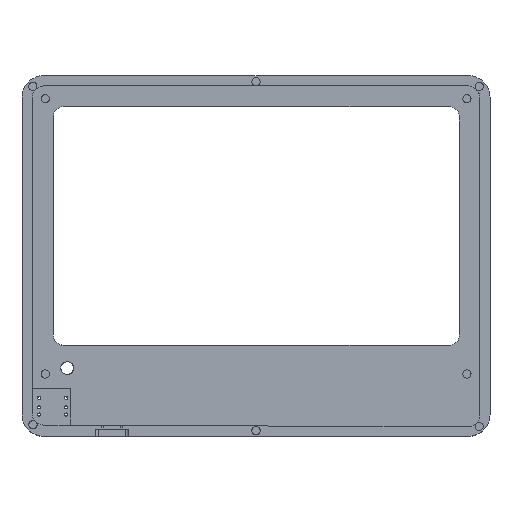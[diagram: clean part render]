
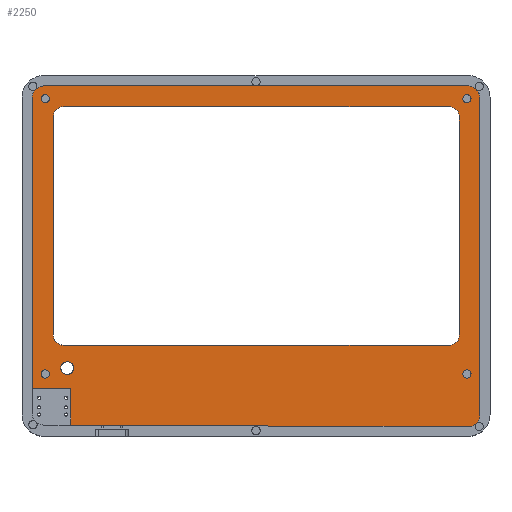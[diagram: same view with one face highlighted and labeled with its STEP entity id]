
A CAD part, top view. The second image highlights one B-rep face of the part: STEP entity #2250.
In plain terms, the highlighted planar face has unit normal (0, 0, 1).
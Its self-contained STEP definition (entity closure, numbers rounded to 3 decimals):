
#44=FACE_BOUND('',#346,.T.);
#45=FACE_BOUND('',#347,.T.);
#46=FACE_BOUND('',#348,.T.);
#47=FACE_BOUND('',#349,.T.);
#48=FACE_BOUND('',#350,.T.);
#49=FACE_BOUND('',#351,.T.);
#106=PLANE('',#2487);
#218=FACE_OUTER_BOUND('',#345,.T.);
#345=EDGE_LOOP('',(#1914,#1915,#1916,#1917,#1918,#1919,#1920,#1921,#1922));
#346=EDGE_LOOP('',(#1923));
#347=EDGE_LOOP('',(#1924));
#348=EDGE_LOOP('',(#1925));
#349=EDGE_LOOP('',(#1926));
#350=EDGE_LOOP('',(#1927,#1928,#1929,#1930,#1931,#1932,#1933,#1934));
#351=EDGE_LOOP('',(#1935));
#433=CIRCLE('',#2354,4.);
#435=CIRCLE('',#2358,4.);
#437=CIRCLE('',#2364,2.5);
#438=CIRCLE('',#2366,4.497);
#439=CIRCLE('',#2369,4.512);
#440=CIRCLE('',#2372,4.474);
#442=CIRCLE('',#2375,4.);
#444=CIRCLE('',#2379,4.);
#475=CIRCLE('',#2435,1.6);
#477=CIRCLE('',#2439,1.6);
#479=CIRCLE('',#2443,1.6);
#481=CIRCLE('',#2447,1.6);
#555=LINE('',#3390,#751);
#559=LINE('',#3402,#755);
#563=LINE('',#3409,#759);
#567=LINE('',#3476,#763);
#570=LINE('',#3484,#766);
#575=LINE('',#3510,#771);
#661=LINE('',#3885,#857);
#662=LINE('',#3886,#858);
#663=LINE('',#3888,#859);
#664=LINE('',#3889,#860);
#751=VECTOR('',#2703,10.);
#755=VECTOR('',#2715,10.);
#759=VECTOR('',#2721,10.);
#763=VECTOR('',#2739,10.);
#766=VECTOR('',#2748,10.);
#771=VECTOR('',#2765,10.);
#857=VECTOR('',#3073,10.);
#858=VECTOR('',#3074,10.);
#859=VECTOR('',#3075,10.);
#860=VECTOR('',#3076,10.);
#961=VERTEX_POINT('',#3381);
#962=VERTEX_POINT('',#3383);
#964=VERTEX_POINT('',#3389);
#966=VERTEX_POINT('',#3395);
#968=VERTEX_POINT('',#3401);
#970=VERTEX_POINT('',#3407);
#975=VERTEX_POINT('',#3423);
#978=VERTEX_POINT('',#3469);
#979=VERTEX_POINT('',#3471);
#980=VERTEX_POINT('',#3475);
#981=VERTEX_POINT('',#3479);
#982=VERTEX_POINT('',#3483);
#983=VERTEX_POINT('',#3487);
#986=VERTEX_POINT('',#3498);
#989=VERTEX_POINT('',#3509);
#1037=VERTEX_POINT('',#3748);
#1039=VERTEX_POINT('',#3755);
#1041=VERTEX_POINT('',#3762);
#1043=VERTEX_POINT('',#3769);
#1074=VERTEX_POINT('',#3883);
#1075=VERTEX_POINT('',#3884);
#1076=VERTEX_POINT('',#3887);
#1191=EDGE_CURVE('',#961,#962,#433,.T.);
#1194=EDGE_CURVE('',#962,#964,#555,.T.);
#1197=EDGE_CURVE('',#964,#966,#435,.T.);
#1200=EDGE_CURVE('',#966,#968,#559,.T.);
#1204=EDGE_CURVE('',#970,#961,#563,.T.);
#1209=EDGE_CURVE('',#975,#975,#437,.T.);
#1214=EDGE_CURVE('',#979,#978,#438,.T.);
#1216=EDGE_CURVE('',#980,#979,#567,.T.);
#1218=EDGE_CURVE('',#981,#980,#439,.T.);
#1220=EDGE_CURVE('',#982,#981,#570,.T.);
#1222=EDGE_CURVE('',#983,#982,#440,.T.);
#1226=EDGE_CURVE('',#968,#986,#442,.T.);
#1230=EDGE_CURVE('',#986,#989,#575,.T.);
#1233=EDGE_CURVE('',#989,#970,#444,.T.);
#1309=EDGE_CURVE('',#1037,#1037,#475,.T.);
#1312=EDGE_CURVE('',#1039,#1039,#477,.T.);
#1315=EDGE_CURVE('',#1041,#1041,#479,.T.);
#1318=EDGE_CURVE('',#1043,#1043,#481,.T.);
#1375=EDGE_CURVE('',#1074,#1075,#661,.T.);
#1376=EDGE_CURVE('',#1075,#983,#662,.T.);
#1377=EDGE_CURVE('',#978,#1076,#663,.T.);
#1378=EDGE_CURVE('',#1076,#1074,#664,.T.);
#1914=ORIENTED_EDGE('',*,*,#1375,.T.);
#1915=ORIENTED_EDGE('',*,*,#1376,.T.);
#1916=ORIENTED_EDGE('',*,*,#1222,.T.);
#1917=ORIENTED_EDGE('',*,*,#1220,.T.);
#1918=ORIENTED_EDGE('',*,*,#1218,.T.);
#1919=ORIENTED_EDGE('',*,*,#1216,.T.);
#1920=ORIENTED_EDGE('',*,*,#1214,.T.);
#1921=ORIENTED_EDGE('',*,*,#1377,.T.);
#1922=ORIENTED_EDGE('',*,*,#1378,.T.);
#1923=ORIENTED_EDGE('',*,*,#1318,.T.);
#1924=ORIENTED_EDGE('',*,*,#1315,.T.);
#1925=ORIENTED_EDGE('',*,*,#1312,.T.);
#1926=ORIENTED_EDGE('',*,*,#1309,.T.);
#1927=ORIENTED_EDGE('',*,*,#1191,.F.);
#1928=ORIENTED_EDGE('',*,*,#1204,.F.);
#1929=ORIENTED_EDGE('',*,*,#1233,.F.);
#1930=ORIENTED_EDGE('',*,*,#1230,.F.);
#1931=ORIENTED_EDGE('',*,*,#1226,.F.);
#1932=ORIENTED_EDGE('',*,*,#1200,.F.);
#1933=ORIENTED_EDGE('',*,*,#1197,.F.);
#1934=ORIENTED_EDGE('',*,*,#1194,.F.);
#1935=ORIENTED_EDGE('',*,*,#1209,.F.);
#2250=ADVANCED_FACE('',(#218,#44,#45,#46,#47,#48,#49),#106,.F.);
#2354=AXIS2_PLACEMENT_3D('',#3384,#2697,#2698);
#2358=AXIS2_PLACEMENT_3D('',#3396,#2709,#2710);
#2364=AXIS2_PLACEMENT_3D('',#3425,#2729,#2730);
#2366=AXIS2_PLACEMENT_3D('',#3472,#2734,#2735);
#2369=AXIS2_PLACEMENT_3D('',#3480,#2743,#2744);
#2372=AXIS2_PLACEMENT_3D('',#3488,#2752,#2753);
#2375=AXIS2_PLACEMENT_3D('',#3499,#2759,#2760);
#2379=AXIS2_PLACEMENT_3D('',#3514,#2771,#2772);
#2435=AXIS2_PLACEMENT_3D('',#3749,#2922,#2923);
#2439=AXIS2_PLACEMENT_3D('',#3756,#2931,#2932);
#2443=AXIS2_PLACEMENT_3D('',#3763,#2940,#2941);
#2447=AXIS2_PLACEMENT_3D('',#3770,#2949,#2950);
#2487=AXIS2_PLACEMENT_3D('',#3882,#3071,#3072);
#2697=DIRECTION('center_axis',(0.,0.,1.));
#2698=DIRECTION('ref_axis',(0.,1.,0.));
#2703=DIRECTION('',(-1.,0.,0.));
#2709=DIRECTION('center_axis',(0.,0.,1.));
#2710=DIRECTION('ref_axis',(-1.,0.,0.));
#2715=DIRECTION('',(0.,-1.,0.));
#2721=DIRECTION('',(0.,1.,0.));
#2729=DIRECTION('center_axis',(0.,0.,1.));
#2730=DIRECTION('ref_axis',(1.,0.,0.));
#2734=DIRECTION('center_axis',(0.,0.,1.));
#2735=DIRECTION('ref_axis',(-1.,0.005,0.));
#2739=DIRECTION('',(-1.,0.,0.));
#2743=DIRECTION('center_axis',(0.,0.,1.));
#2744=DIRECTION('ref_axis',(0.008,1.,0.));
#2748=DIRECTION('',(0.,1.,0.));
#2752=DIRECTION('center_axis',(0.,0.,1.));
#2753=DIRECTION('ref_axis',(1.,-0.001,0.));
#2759=DIRECTION('center_axis',(0.,0.,1.));
#2760=DIRECTION('ref_axis',(0.,-1.,0.));
#2765=DIRECTION('',(1.,0.,0.));
#2771=DIRECTION('center_axis',(0.,0.,1.));
#2772=DIRECTION('ref_axis',(1.,0.,0.));
#2922=DIRECTION('center_axis',(0.,0.,-1.));
#2923=DIRECTION('ref_axis',(1.,0.,0.));
#2931=DIRECTION('center_axis',(0.,0.,-1.));
#2932=DIRECTION('ref_axis',(1.,0.,0.));
#2940=DIRECTION('center_axis',(0.,0.,-1.));
#2941=DIRECTION('ref_axis',(1.,0.,0.));
#2949=DIRECTION('center_axis',(0.,0.,-1.));
#2950=DIRECTION('ref_axis',(1.,0.,0.));
#3071=DIRECTION('center_axis',(0.,0.,-1.));
#3072=DIRECTION('ref_axis',(1.,0.,0.));
#3073=DIRECTION('',(0.,-1.,0.));
#3074=DIRECTION('',(1.,-0.004,0.));
#3075=DIRECTION('',(0.,-1.,0.));
#3076=DIRECTION('',(1.,0.,0.));
#3381=CARTESIAN_POINT('',(40.513,131.5,0.));
#3383=CARTESIAN_POINT('',(36.513,135.5,0.));
#3384=CARTESIAN_POINT('Origin',(36.513,131.5,0.));
#3389=CARTESIAN_POINT('',(-113.487,135.5,0.));
#3390=CARTESIAN_POINT('',(36.513,135.5,0.));
#3395=CARTESIAN_POINT('',(-117.487,131.5,0.));
#3396=CARTESIAN_POINT('Origin',(-113.487,131.5,0.));
#3401=CARTESIAN_POINT('',(-117.487,46.75,0.));
#3402=CARTESIAN_POINT('',(-117.487,131.5,0.));
#3407=CARTESIAN_POINT('',(40.513,46.75,0.));
#3409=CARTESIAN_POINT('',(40.513,131.5,0.));
#3423=CARTESIAN_POINT('',(-114.535,33.85,0.));
#3425=CARTESIAN_POINT('Origin',(-112.035,33.85,0.));
#3469=CARTESIAN_POINT('',(-125.615,139.076,0.));
#3471=CARTESIAN_POINT('',(-121.141,143.55,0.));
#3472=CARTESIAN_POINT('Origin',(-121.118,139.053,0.));
#3475=CARTESIAN_POINT('',(43.911,143.55,0.));
#3476=CARTESIAN_POINT('',(-79.878,143.55,0.));
#3479=CARTESIAN_POINT('',(48.385,139.076,0.));
#3480=CARTESIAN_POINT('Origin',(43.873,139.038,0.));
#3483=CARTESIAN_POINT('',(48.385,15.445,0.));
#3484=CARTESIAN_POINT('',(48.385,108.254,0.));
#3487=CARTESIAN_POINT('',(43.911,10.977,0.));
#3488=CARTESIAN_POINT('Origin',(43.911,15.451,0.));
#3498=CARTESIAN_POINT('',(-113.487,42.75,0.));
#3499=CARTESIAN_POINT('Origin',(-113.487,46.75,0.));
#3509=CARTESIAN_POINT('',(36.513,42.75,0.));
#3510=CARTESIAN_POINT('',(36.513,42.75,0.));
#3514=CARTESIAN_POINT('Origin',(36.513,46.75,0.));
#3748=CARTESIAN_POINT('',(41.814,31.553,0.));
#3749=CARTESIAN_POINT('Origin',(43.414,31.553,0.));
#3755=CARTESIAN_POINT('',(-122.186,31.553,0.));
#3756=CARTESIAN_POINT('Origin',(-120.586,31.553,0.));
#3762=CARTESIAN_POINT('',(41.814,138.553,0.));
#3763=CARTESIAN_POINT('Origin',(43.414,138.553,0.));
#3769=CARTESIAN_POINT('',(-122.186,138.553,0.));
#3770=CARTESIAN_POINT('Origin',(-120.586,138.553,0.));
#3882=CARTESIAN_POINT('Origin',(-38.615,77.431,0.));
#3883=CARTESIAN_POINT('',(-110.704,26.021,0.));
#3884=CARTESIAN_POINT('',(-110.704,11.636,0.));
#3885=CARTESIAN_POINT('',(-110.704,44.726,0.));
#3886=CARTESIAN_POINT('',(2.507,11.154,0.));
#3887=CARTESIAN_POINT('',(-125.615,26.021,0.));
#3888=CARTESIAN_POINT('',(-125.615,46.802,0.));
#3889=CARTESIAN_POINT('',(-81.659,26.021,0.));
